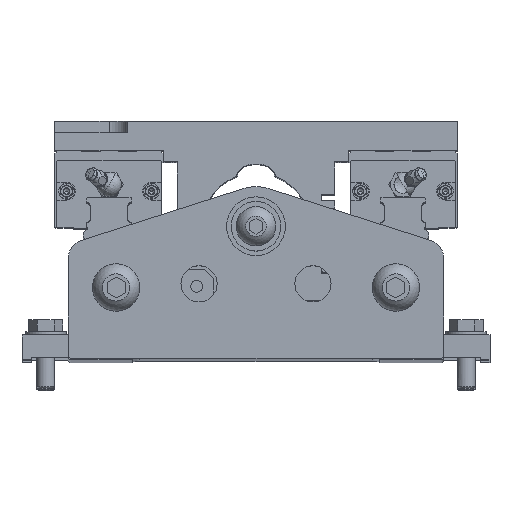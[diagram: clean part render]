
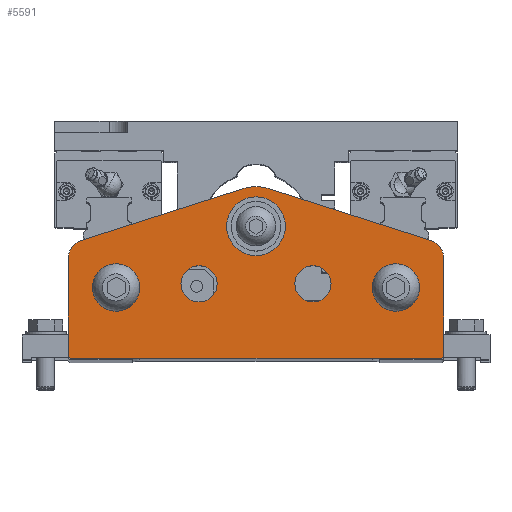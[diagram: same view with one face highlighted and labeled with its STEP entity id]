
A CAD part, top view. The second image highlights one B-rep face of the part: STEP entity #5591.
In plain terms, the highlighted planar face has unit normal (0, 0, 1).
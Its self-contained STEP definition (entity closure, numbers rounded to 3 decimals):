
#5591 = ADVANCED_FACE( '', ( #12321, #12322, #12323, #12324, #12325, #12326 ), #12327, .F. );
#12321 = FACE_BOUND( '', #20145, .T. );
#12322 = FACE_BOUND( '', #20146, .T. );
#12323 = FACE_BOUND( '', #20147, .T. );
#12324 = FACE_BOUND( '', #20148, .T. );
#12325 = FACE_OUTER_BOUND( '', #20149, .T. );
#12326 = FACE_BOUND( '', #20150, .T. );
#12327 = PLANE( '', #20151 );
#20145 = EDGE_LOOP( '', ( #36542 ) );
#20146 = EDGE_LOOP( '', ( #36543 ) );
#20147 = EDGE_LOOP( '', ( #36544 ) );
#20148 = EDGE_LOOP( '', ( #36545 ) );
#20149 = EDGE_LOOP( '', ( #36546, #36547, #36548, #36549, #36550, #36551, #36552, #36553, #36554, #36555 ) );
#20150 = EDGE_LOOP( '', ( #36556 ) );
#20151 = AXIS2_PLACEMENT_3D( '', #36557, #36558, #36559 );
#36542 = ORIENTED_EDGE( '', *, *, #50427, .F. );
#36543 = ORIENTED_EDGE( '', *, *, #50333, .T. );
#36544 = ORIENTED_EDGE( '', *, *, #46035, .F. );
#36545 = ORIENTED_EDGE( '', *, *, #49455, .T. );
#36546 = ORIENTED_EDGE( '', *, *, #46894, .F. );
#36547 = ORIENTED_EDGE( '', *, *, #50519, .T. );
#36548 = ORIENTED_EDGE( '', *, *, #50520, .F. );
#36549 = ORIENTED_EDGE( '', *, *, #44524, .T. );
#36550 = ORIENTED_EDGE( '', *, *, #50521, .F. );
#36551 = ORIENTED_EDGE( '', *, *, #48543, .F. );
#36552 = ORIENTED_EDGE( '', *, *, #50522, .F. );
#36553 = ORIENTED_EDGE( '', *, *, #48108, .F. );
#36554 = ORIENTED_EDGE( '', *, *, #50523, .F. );
#36555 = ORIENTED_EDGE( '', *, *, #50524, .F. );
#36556 = ORIENTED_EDGE( '', *, *, #50525, .F. );
#36557 = CARTESIAN_POINT( '', ( -75., 45., 408.25 ) );
#36558 = DIRECTION( '', ( 0., 0., -1. ) );
#36559 = DIRECTION( '', ( -0.304, 0.953, 0. ) );
#44524 = EDGE_CURVE( '', #53050, #53051, #53052, .F. );
#46035 = EDGE_CURVE( '', #55704, #55704, #55705, .T. );
#46894 = EDGE_CURVE( '', #57083, #57085, #57086, .T. );
#48108 = EDGE_CURVE( '', #58926, #58928, #58929, .T. );
#48543 = EDGE_CURVE( '', #59569, #59571, #59572, .T. );
#49455 = EDGE_CURVE( '', #60845, #60845, #60846, .T. );
#50333 = EDGE_CURVE( '', #61969, #61969, #61970, .T. );
#50427 = EDGE_CURVE( '', #62087, #62087, #62088, .F. );
#50519 = EDGE_CURVE( '', #57083, #62203, #62204, .F. );
#50520 = EDGE_CURVE( '', #53050, #62203, #62205, .T. );
#50521 = EDGE_CURVE( '', #59571, #53051, #62206, .T. );
#50522 = EDGE_CURVE( '', #58928, #59569, #62207, .T. );
#50523 = EDGE_CURVE( '', #62208, #58926, #62209, .T. );
#50524 = EDGE_CURVE( '', #57085, #62208, #62210, .T. );
#50525 = EDGE_CURVE( '', #62211, #62211, #62212, .F. );
#53050 = VERTEX_POINT( '', #65659 );
#53051 = VERTEX_POINT( '', #65660 );
#53052 = CIRCLE( '', #65661, 1.5 );
#55704 = VERTEX_POINT( '', #69825 );
#55705 = CIRCLE( '', #69826, 8. );
#57083 = VERTEX_POINT( '', #72386 );
#57085 = VERTEX_POINT( '', #72389 );
#57086 = LINE( '', #72390, #72391 );
#58926 = VERTEX_POINT( '', #75271 );
#58928 = VERTEX_POINT( '', #75274 );
#58929 = CIRCLE( '', #75275, 17.5 );
#59569 = VERTEX_POINT( '', #76269 );
#59571 = VERTEX_POINT( '', #76272 );
#59572 = CIRCLE( '', #76273, 8. );
#60845 = VERTEX_POINT( '', #78443 );
#60846 = CIRCLE( '', #78444, 8. );
#61969 = VERTEX_POINT( '', #80294 );
#61970 = CIRCLE( '', #80295, 13. );
#62087 = VERTEX_POINT( '', #80469 );
#62088 = CIRCLE( '', #80470, 10.5 );
#62203 = VERTEX_POINT( '', #80635 );
#62204 = CIRCLE( '', #80636, 1.5 );
#62205 = LINE( '', #80637, #80638 );
#62206 = LINE( '', #80639, #80640 );
#62207 = LINE( '', #80641, #80642 );
#62208 = VERTEX_POINT( '', #80643 );
#62209 = LINE( '', #80644, #80645 );
#62210 = CIRCLE( '', #80646, 8. );
#62211 = VERTEX_POINT( '', #80647 );
#62212 = CIRCLE( '', #80648, 10.5 );
#65659 = CARTESIAN_POINT( '', ( 81.5, 0.5, 408.25 ) );
#65660 = CARTESIAN_POINT( '', ( 83., 2., 408.25 ) );
#65661 = AXIS2_PLACEMENT_3D( '', #83954, #83955, #83956 );
#69825 = CARTESIAN_POINT( '', ( -33.2, 33.5, 408.25 ) );
#69826 = AXIS2_PLACEMENT_3D( '', #86106, #86107, #86108 );
#72386 = CARTESIAN_POINT( '', ( -83., 2., 408.25 ) );
#72389 = CARTESIAN_POINT( '', ( -83., 45., 408.25 ) );
#72390 = CARTESIAN_POINT( '', ( -83., 0.5, 408.25 ) );
#72391 = VECTOR( '', #87187, 1000. );
#75271 = CARTESIAN_POINT( '', ( -5.328, 75.669, 408.25 ) );
#75274 = CARTESIAN_POINT( '', ( 5.328, 75.669, 408.25 ) );
#75275 = AXIS2_PLACEMENT_3D( '', #88820, #88821, #88822 );
#76269 = CARTESIAN_POINT( '', ( 77.436, 52.62, 408.25 ) );
#76272 = CARTESIAN_POINT( '', ( 83., 45., 408.25 ) );
#76273 = AXIS2_PLACEMENT_3D( '', #89439, #89440, #89441 );
#78443 = CARTESIAN_POINT( '', ( 33.2, 33.5, 408.25 ) );
#78444 = AXIS2_PLACEMENT_3D( '', #90522, #90523, #90524 );
#80294 = CARTESIAN_POINT( '', ( 13., 59., 408.25 ) );
#80295 = AXIS2_PLACEMENT_3D( '', #91560, #91561, #91562 );
#80469 = CARTESIAN_POINT( '', ( 51.4, 31.9, 408.25 ) );
#80470 = AXIS2_PLACEMENT_3D( '', #91656, #91657, #91658 );
#80635 = CARTESIAN_POINT( '', ( -81.5, 0.5, 408.25 ) );
#80636 = AXIS2_PLACEMENT_3D( '', #91763, #91764, #91765 );
#80637 = CARTESIAN_POINT( '', ( 83., 0.5, 408.25 ) );
#80638 = VECTOR( '', #91766, 1000. );
#80639 = CARTESIAN_POINT( '', ( 83., 45., 408.25 ) );
#80640 = VECTOR( '', #91767, 1000. );
#80641 = CARTESIAN_POINT( '', ( 5.328, 75.669, 408.25 ) );
#80642 = VECTOR( '', #91768, 1000. );
#80643 = CARTESIAN_POINT( '', ( -77.436, 52.62, 408.25 ) );
#80644 = CARTESIAN_POINT( '', ( -77.436, 52.62, 408.25 ) );
#80645 = VECTOR( '', #91769, 1000. );
#80646 = AXIS2_PLACEMENT_3D( '', #91770, #91771, #91772 );
#80647 = CARTESIAN_POINT( '', ( -72.4, 31.9, 408.25 ) );
#80648 = AXIS2_PLACEMENT_3D( '', #91773, #91774, #91775 );
#83954 = CARTESIAN_POINT( '', ( 81.5, 2., 408.25 ) );
#83955 = DIRECTION( '', ( 0., 0., -1. ) );
#83956 = DIRECTION( '', ( -1., 0., 0. ) );
#86106 = CARTESIAN_POINT( '', ( -25.2, 33.5, 408.25 ) );
#86107 = DIRECTION( '', ( 0., 0., 1. ) );
#86108 = DIRECTION( '', ( -1., 0., 0. ) );
#87187 = DIRECTION( '', ( 0., 1., 0. ) );
#88820 = CARTESIAN_POINT( '', ( 0., 59., 408.25 ) );
#88821 = DIRECTION( '', ( 0., 0., -1. ) );
#88822 = DIRECTION( '', ( 1., 0., 0. ) );
#89439 = CARTESIAN_POINT( '', ( 75., 45., 408.25 ) );
#89440 = DIRECTION( '', ( 0., 0., -1. ) );
#89441 = DIRECTION( '', ( 1., 0., 0. ) );
#90522 = CARTESIAN_POINT( '', ( 25.2, 33.5, 408.25 ) );
#90523 = DIRECTION( '', ( 0., 0., -1. ) );
#90524 = DIRECTION( '', ( 1., 0., 0. ) );
#91560 = CARTESIAN_POINT( '', ( 0., 59., 408.25 ) );
#91561 = DIRECTION( '', ( 0., 0., -1. ) );
#91562 = DIRECTION( '', ( 1., 0., 0. ) );
#91656 = CARTESIAN_POINT( '', ( 61.9, 31.9, 408.25 ) );
#91657 = DIRECTION( '', ( 0., 0., -1. ) );
#91658 = DIRECTION( '', ( -1., 0., 0. ) );
#91763 = CARTESIAN_POINT( '', ( -81.5, 2., 408.25 ) );
#91764 = DIRECTION( '', ( 0., 0., -1. ) );
#91765 = DIRECTION( '', ( -1., 0., 0. ) );
#91766 = DIRECTION( '', ( -1., 0., 0. ) );
#91767 = DIRECTION( '', ( 0., -1., 0. ) );
#91768 = DIRECTION( '', ( 0.953, -0.304, 0. ) );
#91769 = DIRECTION( '', ( 0.953, 0.304, 0. ) );
#91770 = CARTESIAN_POINT( '', ( -75., 45., 408.25 ) );
#91771 = DIRECTION( '', ( 0., 0., -1. ) );
#91772 = DIRECTION( '', ( -1., 0., 0. ) );
#91773 = CARTESIAN_POINT( '', ( -61.9, 31.9, 408.25 ) );
#91774 = DIRECTION( '', ( 0., 0., -1. ) );
#91775 = DIRECTION( '', ( -1., 0., 0. ) );
